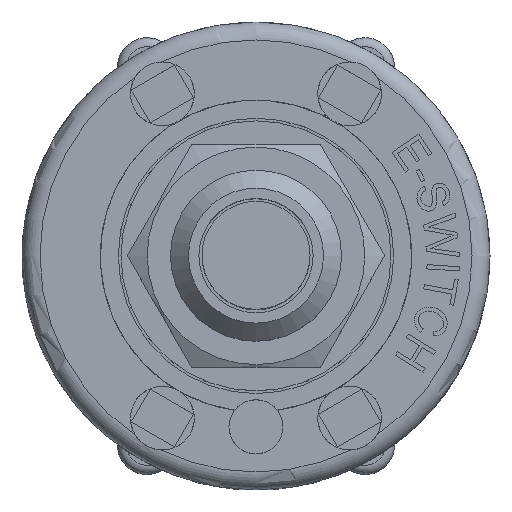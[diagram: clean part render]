
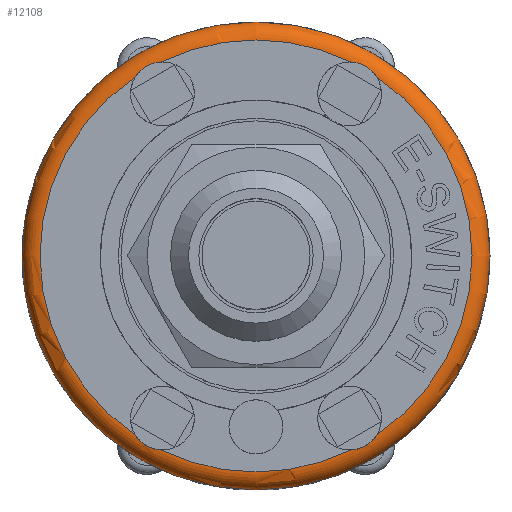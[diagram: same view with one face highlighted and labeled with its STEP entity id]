
A CAD part, top view. The second image highlights one B-rep face of the part: STEP entity #12108.
In plain terms, the highlighted toroidal (fillet/blend) face has major radius 12 mm and minor radius 1 mm.
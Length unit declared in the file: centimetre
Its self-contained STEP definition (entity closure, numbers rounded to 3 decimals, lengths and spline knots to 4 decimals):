
#26=TOROIDAL_SURFACE('',#12728,1.2,0.1);
#655=B_SPLINE_CURVE_WITH_KNOTS('',3,(#21096,#21097,#21098,#21099,#21100,
#21101,#21102,#21103,#21104,#21105,#21106,#21107),.UNSPECIFIED.,.F.,.F.,
(4,2,2,2,2,4),(-0.2692,-0.2446,-0.216,
-0.1921,-0.1645,-0.1357),.UNSPECIFIED.);
#656=B_SPLINE_CURVE_WITH_KNOTS('',3,(#21119,#21120,#21121,#21122,#21123,
#21124,#21125,#21126,#21127,#21128,#21129,#21130),.UNSPECIFIED.,.F.,.F.,
(4,2,2,2,2,4),(-0.2692,-0.2446,-0.216,
-0.1921,-0.1645,-0.1357),.UNSPECIFIED.);
#657=B_SPLINE_CURVE_WITH_KNOTS('',3,(#21147,#21148,#21149,#21150,#21151,
#21152,#21153,#21154,#21155,#21156,#21157,#21158),.UNSPECIFIED.,.F.,.F.,
(4,2,2,2,2,4),(-0.2692,-0.2446,-0.216,
-0.1921,-0.1645,-0.1357),.UNSPECIFIED.);
#658=B_SPLINE_CURVE_WITH_KNOTS('',3,(#21180,#21181,#21182,#21183,#21184,
#21185,#21186,#21187,#21188,#21189,#21190,#21191),.UNSPECIFIED.,.F.,.F.,
(4,2,2,2,2,4),(-0.2692,-0.2446,-0.216,
-0.1921,-0.1645,-0.1357),.UNSPECIFIED.);
#1728=FACE_OUTER_BOUND('',#2460,.T.);
#2460=EDGE_LOOP('',(#11229,#11230,#11231,#11232,#11233,#11234,#11235,#11236,
#11237,#11238,#11239,#11240));
#5072=CIRCLE('',#12681,1.3);
#5099=CIRCLE('',#12729,0.1);
#5100=CIRCLE('',#12730,1.2);
#5101=CIRCLE('',#12731,1.2);
#5102=CIRCLE('',#12732,1.2);
#5103=CIRCLE('',#12733,1.2);
#5104=CIRCLE('',#12734,1.2);
#6214=VERTEX_POINT('',#21058);
#6222=VERTEX_POINT('',#21094);
#6223=VERTEX_POINT('',#21095);
#6226=VERTEX_POINT('',#21117);
#6227=VERTEX_POINT('',#21118);
#6232=VERTEX_POINT('',#21145);
#6233=VERTEX_POINT('',#21146);
#6240=VERTEX_POINT('',#21178);
#6241=VERTEX_POINT('',#21179);
#6244=VERTEX_POINT('',#21201);
#7915=EDGE_CURVE('',#6214,#6214,#5072,.T.);
#7933=EDGE_CURVE('',#6222,#6223,#655,.T.);
#7939=EDGE_CURVE('',#6226,#6227,#656,.T.);
#7947=EDGE_CURVE('',#6232,#6233,#657,.T.);
#7957=EDGE_CURVE('',#6240,#6241,#658,.T.);
#7963=EDGE_CURVE('',#6214,#6244,#5099,.T.);
#7964=EDGE_CURVE('',#6244,#6232,#5100,.T.);
#7965=EDGE_CURVE('',#6233,#6226,#5101,.T.);
#7966=EDGE_CURVE('',#6227,#6222,#5102,.T.);
#7967=EDGE_CURVE('',#6223,#6240,#5103,.T.);
#7968=EDGE_CURVE('',#6241,#6244,#5104,.T.);
#11229=ORIENTED_EDGE('',*,*,#7915,.T.);
#11230=ORIENTED_EDGE('',*,*,#7963,.T.);
#11231=ORIENTED_EDGE('',*,*,#7964,.T.);
#11232=ORIENTED_EDGE('',*,*,#7947,.T.);
#11233=ORIENTED_EDGE('',*,*,#7965,.T.);
#11234=ORIENTED_EDGE('',*,*,#7939,.T.);
#11235=ORIENTED_EDGE('',*,*,#7966,.T.);
#11236=ORIENTED_EDGE('',*,*,#7933,.T.);
#11237=ORIENTED_EDGE('',*,*,#7967,.T.);
#11238=ORIENTED_EDGE('',*,*,#7957,.T.);
#11239=ORIENTED_EDGE('',*,*,#7968,.T.);
#11240=ORIENTED_EDGE('',*,*,#7963,.F.);
#12108=ADVANCED_FACE('',(#1728),#26,.T.);
#12681=AXIS2_PLACEMENT_3D('',#21059,#15026,#15027);
#12728=AXIS2_PLACEMENT_3D('',#21200,#15137,#15138);
#12729=AXIS2_PLACEMENT_3D('',#21202,#15139,#15140);
#12730=AXIS2_PLACEMENT_3D('',#21203,#15141,#15142);
#12731=AXIS2_PLACEMENT_3D('',#21204,#15143,#15144);
#12732=AXIS2_PLACEMENT_3D('',#21205,#15145,#15146);
#12733=AXIS2_PLACEMENT_3D('',#21206,#15147,#15148);
#12734=AXIS2_PLACEMENT_3D('',#21207,#15149,#15150);
#15026=DIRECTION('center_axis',(0.,0.,1.));
#15027=DIRECTION('ref_axis',(-1.,0.,0.));
#15137=DIRECTION('center_axis',(0.,0.,-1.));
#15138=DIRECTION('ref_axis',(-1.,0.,0.));
#15139=DIRECTION('center_axis',(0.,-1.,0.));
#15140=DIRECTION('ref_axis',(1.,0.,0.));
#15141=DIRECTION('center_axis',(0.,0.,-1.));
#15142=DIRECTION('ref_axis',(-1.,0.,0.));
#15143=DIRECTION('center_axis',(0.,0.,-1.));
#15144=DIRECTION('ref_axis',(-1.,0.,0.));
#15145=DIRECTION('center_axis',(0.,0.,-1.));
#15146=DIRECTION('ref_axis',(-1.,0.,0.));
#15147=DIRECTION('center_axis',(0.,0.,-1.));
#15148=DIRECTION('ref_axis',(-1.,0.,0.));
#15149=DIRECTION('center_axis',(0.,0.,-1.));
#15150=DIRECTION('ref_axis',(-1.,0.,0.));
#21058=CARTESIAN_POINT('',(1.3,0.,0.95));
#21059=CARTESIAN_POINT('Origin',(0.,0.,0.95));
#21094=CARTESIAN_POINT('',(-0.67,0.9955,1.05));
#21095=CARTESIAN_POINT('',(-0.5271,1.078,1.05));
#21096=CARTESIAN_POINT('Ctrl Pts',(-0.67,0.9955,
1.05));
#21097=CARTESIAN_POINT('Ctrl Pts',(-0.6646,1.0041,
1.05));
#21098=CARTESIAN_POINT('Ctrl Pts',(-0.6583,1.0124,
1.0498));
#21099=CARTESIAN_POINT('Ctrl Pts',(-0.6428,1.0294,
1.0491));
#21100=CARTESIAN_POINT('Ctrl Pts',(-0.6335,1.0377,
1.0488));
#21101=CARTESIAN_POINT('Ctrl Pts',(-0.615,1.051,1.0484));
#21102=CARTESIAN_POINT('Ctrl Pts',(-0.6061,1.0563,
1.0484));
#21103=CARTESIAN_POINT('Ctrl Pts',(-0.5859,1.0659,1.0487));
#21104=CARTESIAN_POINT('Ctrl Pts',(-0.5747,1.07,1.049));
#21105=CARTESIAN_POINT('Ctrl Pts',(-0.551,1.0759,1.0497));
#21106=CARTESIAN_POINT('Ctrl Pts',(-0.539,1.0775,
1.05));
#21107=CARTESIAN_POINT('Ctrl Pts',(-0.5271,1.078,
1.05));
#21117=CARTESIAN_POINT('',(-0.5271,-1.078,1.05));
#21118=CARTESIAN_POINT('',(-0.67,-0.9955,1.05));
#21119=CARTESIAN_POINT('Ctrl Pts',(-0.5271,-1.078,
1.05));
#21120=CARTESIAN_POINT('Ctrl Pts',(-0.5373,-1.0776,
1.05));
#21121=CARTESIAN_POINT('Ctrl Pts',(-0.5476,-1.0763,
1.0498));
#21122=CARTESIAN_POINT('Ctrl Pts',(-0.5701,-1.0714,1.0491));
#21123=CARTESIAN_POINT('Ctrl Pts',(-0.5819,-1.0675,
1.0488));
#21124=CARTESIAN_POINT('Ctrl Pts',(-0.6027,-1.0581,
1.0484));
#21125=CARTESIAN_POINT('Ctrl Pts',(-0.6117,-1.053,
1.0484));
#21126=CARTESIAN_POINT('Ctrl Pts',(-0.6301,-1.0404,
1.0487));
#21127=CARTESIAN_POINT('Ctrl Pts',(-0.6393,-1.0327,
1.049));
#21128=CARTESIAN_POINT('Ctrl Pts',(-0.6562,-1.0151,
1.0497));
#21129=CARTESIAN_POINT('Ctrl Pts',(-0.6637,-1.0055,
1.05));
#21130=CARTESIAN_POINT('Ctrl Pts',(-0.67,-0.9955,
1.05));
#21145=CARTESIAN_POINT('',(0.67,-0.9955,1.05));
#21146=CARTESIAN_POINT('',(0.5271,-1.078,1.05));
#21147=CARTESIAN_POINT('Ctrl Pts',(0.67,-0.9955,
1.05));
#21148=CARTESIAN_POINT('Ctrl Pts',(0.6646,-1.0041,
1.05));
#21149=CARTESIAN_POINT('Ctrl Pts',(0.6583,-1.0124,
1.0498));
#21150=CARTESIAN_POINT('Ctrl Pts',(0.6428,-1.0294,
1.0491));
#21151=CARTESIAN_POINT('Ctrl Pts',(0.6335,-1.0377,
1.0488));
#21152=CARTESIAN_POINT('Ctrl Pts',(0.615,-1.051,
1.0484));
#21153=CARTESIAN_POINT('Ctrl Pts',(0.6061,-1.0563,
1.0484));
#21154=CARTESIAN_POINT('Ctrl Pts',(0.5859,-1.0659,1.0487));
#21155=CARTESIAN_POINT('Ctrl Pts',(0.5747,-1.07,1.049));
#21156=CARTESIAN_POINT('Ctrl Pts',(0.551,-1.0759,
1.0497));
#21157=CARTESIAN_POINT('Ctrl Pts',(0.539,-1.0775,
1.05));
#21158=CARTESIAN_POINT('Ctrl Pts',(0.5271,-1.078,
1.05));
#21178=CARTESIAN_POINT('',(0.5271,1.078,1.05));
#21179=CARTESIAN_POINT('',(0.67,0.9955,1.05));
#21180=CARTESIAN_POINT('Ctrl Pts',(0.5271,1.078,1.05));
#21181=CARTESIAN_POINT('Ctrl Pts',(0.5373,1.0776,1.05));
#21182=CARTESIAN_POINT('Ctrl Pts',(0.5476,1.0763,1.0498));
#21183=CARTESIAN_POINT('Ctrl Pts',(0.5701,1.0714,1.0491));
#21184=CARTESIAN_POINT('Ctrl Pts',(0.5819,1.0675,1.0488));
#21185=CARTESIAN_POINT('Ctrl Pts',(0.6027,1.0581,1.0484));
#21186=CARTESIAN_POINT('Ctrl Pts',(0.6117,1.053,1.0484));
#21187=CARTESIAN_POINT('Ctrl Pts',(0.6301,1.0404,1.0487));
#21188=CARTESIAN_POINT('Ctrl Pts',(0.6393,1.0327,1.049));
#21189=CARTESIAN_POINT('Ctrl Pts',(0.6562,1.0151,1.0497));
#21190=CARTESIAN_POINT('Ctrl Pts',(0.6637,1.0055,1.05));
#21191=CARTESIAN_POINT('Ctrl Pts',(0.67,0.9955,
1.05));
#21200=CARTESIAN_POINT('Origin',(0.,0.,0.95));
#21201=CARTESIAN_POINT('',(1.2,0.,1.05));
#21202=CARTESIAN_POINT('Origin',(1.2,0.,0.95));
#21203=CARTESIAN_POINT('Origin',(0.,0.,1.05));
#21204=CARTESIAN_POINT('Origin',(0.,0.,1.05));
#21205=CARTESIAN_POINT('Origin',(0.,0.,1.05));
#21206=CARTESIAN_POINT('Origin',(0.,0.,1.05));
#21207=CARTESIAN_POINT('Origin',(0.,0.,1.05));
